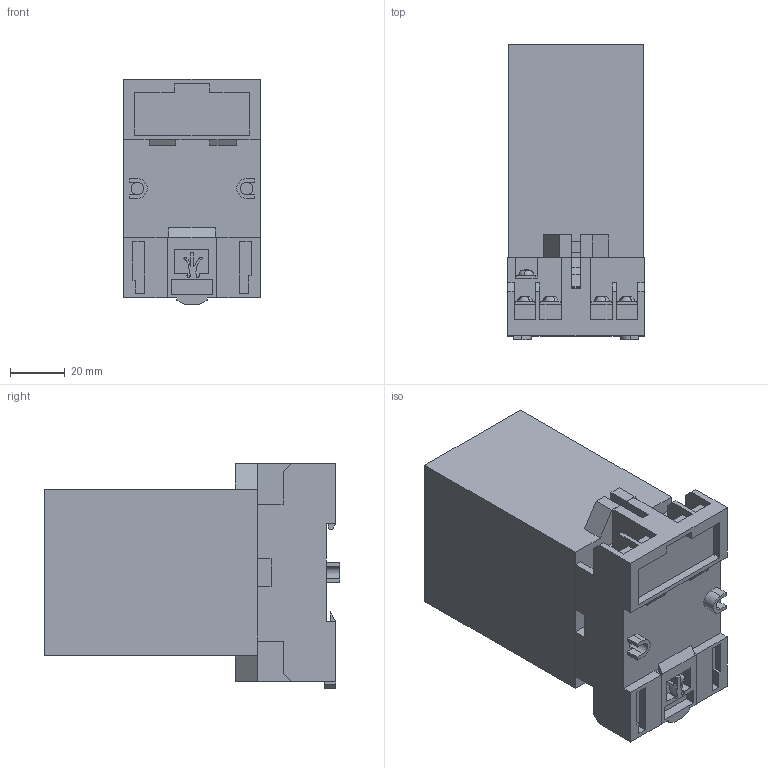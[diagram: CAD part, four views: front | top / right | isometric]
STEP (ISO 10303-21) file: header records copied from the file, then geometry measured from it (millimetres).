
FILE_DESCRIPTION (( 'STEP AP203' ), '1' );
FILE_NAME ('SS3¡¼-HR-11(5F204¡¼8000Z0).STEP', '2019-07-11T00:50:27', ( '' ), ( '' ), 'SwSTEP 2.0', 'SolidWorks 2010', '' );
FILE_SCHEMA (( 'CONFIG_CONTROL_DESIGN' ));
Length unit declared in the file: millimetre
Products named in the file (5): 螺絲2_Default; SS3〖-HR-11(5F204〖8000Z0); 11-PIN_Default; 螺絲_B18.6.7M - M3 x 0.5 x 8 Type I Cross Recessed PHMS --8C; SS3□_Default
Assembly tree (24 placements, depth 2):
  SS3〖-HR-11(5F204〖8000Z0)
    螺絲2_Default  x11
    螺絲_B18.6.7M - M3 x 0.5 x 8 Type I Cross Recessed PHMS --8C  x11
    11-PIN_Default
    SS3□_Default
Bounding box: 50 x 108.2 x 82.5 mm (x, y, z)
Volume: 322623.4 mm3; surface area: 51150.9 mm2
Topology: 24 solids, 26 shells, 803 faces, 2067 edges, 1358 vertices
Faces by surface type: plane 558, cylinder 177, cone 22, torus 22, sphere 22, bspline 2
Entity records: 12740 total; most frequent: CARTESIAN_POINT 2367, ORIENTED_EDGE 1934, DIRECTION 1907, EDGE_CURVE 967, LINE 767, VECTOR 767, VERTEX_POINT 638, AXIS2_PLACEMENT_3D 570
